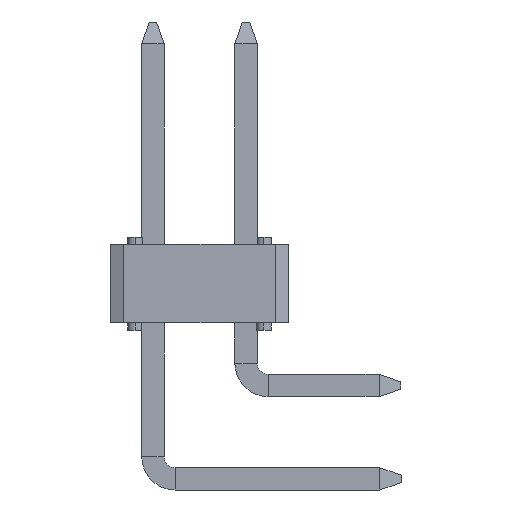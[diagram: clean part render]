
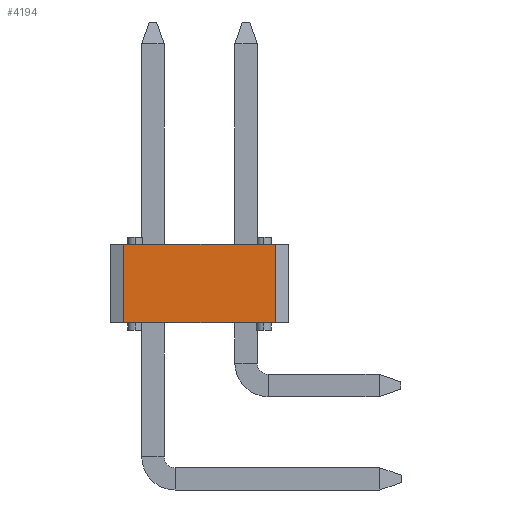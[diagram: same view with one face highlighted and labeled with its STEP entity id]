
A CAD part, left-side view. The second image highlights one B-rep face of the part: STEP entity #4194.
In plain terms, the highlighted planar face has unit normal (-1, 0, 0).
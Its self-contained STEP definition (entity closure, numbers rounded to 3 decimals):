
#38 = DIRECTION ( 'NONE',  ( 0., 1., 0. ) ) ;
#998 = DIRECTION ( 'NONE',  ( 0., 0., 1. ) ) ;
#1821 = DIRECTION ( 'NONE',  ( 1., 0., 0. ) ) ;
#1999 = CARTESIAN_POINT ( 'NONE',  ( -17.58, -0.169, 5.101 ) ) ;
#2040 = LINE ( 'NONE', #22192, #31108 ) ;
#4194 = ADVANCED_FACE ( 'NONE', ( #26811 ), #19647, .F. ) ;
#4340 = CARTESIAN_POINT ( 'NONE',  ( -17.58, 0.373, 2.971 ) ) ;
#5970 = EDGE_CURVE ( 'NONE', #28947, #15819, #27155, .T. ) ;
#8296 = VECTOR ( 'NONE', #24643, 1000. ) ;
#8663 = LINE ( 'NONE', #18662, #29515 ) ;
#8805 = ORIENTED_EDGE ( 'NONE', *, *, #9003, .F. ) ;
#9003 = EDGE_CURVE ( 'NONE', #15819, #29717, #8663, .T. ) ;
#10091 = ORIENTED_EDGE ( 'NONE', *, *, #23848, .T. ) ;
#11557 = VECTOR ( 'NONE', #27590, 1000. ) ;
#11909 = VERTEX_POINT ( 'NONE', #31406 ) ;
#11953 = ORIENTED_EDGE ( 'NONE', *, *, #28609, .T. ) ;
#14465 = CARTESIAN_POINT ( 'NONE',  ( -17.58, 4.489, 2.971 ) ) ;
#14925 = LINE ( 'NONE', #19912, #11557 ) ;
#15819 = VERTEX_POINT ( 'NONE', #14465 ) ;
#18662 = CARTESIAN_POINT ( 'NONE',  ( -17.58, 4.489, 2.971 ) ) ;
#19647 = PLANE ( 'NONE',  #22850 ) ;
#19912 = CARTESIAN_POINT ( 'NONE',  ( -17.58, 0.373, 2.971 ) ) ;
#22192 = CARTESIAN_POINT ( 'NONE',  ( -17.58, 0.373, 5.101 ) ) ;
#22850 = AXIS2_PLACEMENT_3D ( 'NONE', #1999, #1821, #32154 ) ;
#23848 = EDGE_CURVE ( 'NONE', #11909, #29717, #2040, .T. ) ;
#24643 = DIRECTION ( 'NONE',  ( 0., 1., 0. ) ) ;
#24731 = ORIENTED_EDGE ( 'NONE', *, *, #5970, .F. ) ;
#26811 = FACE_OUTER_BOUND ( 'NONE', #27107, .T. ) ;
#27107 = EDGE_LOOP ( 'NONE', ( #11953, #10091, #8805, #24731 ) ) ;
#27155 = LINE ( 'NONE', #4340, #8296 ) ;
#27590 = DIRECTION ( 'NONE',  ( 0., 0., 1. ) ) ;
#28609 = EDGE_CURVE ( 'NONE', #28947, #11909, #14925, .T. ) ;
#28947 = VERTEX_POINT ( 'NONE', #29967 ) ;
#29515 = VECTOR ( 'NONE', #998, 1000. ) ;
#29717 = VERTEX_POINT ( 'NONE', #32887 ) ;
#29967 = CARTESIAN_POINT ( 'NONE',  ( -17.58, 0.373, 2.971 ) ) ;
#31108 = VECTOR ( 'NONE', #38, 1000. ) ;
#31406 = CARTESIAN_POINT ( 'NONE',  ( -17.58, 0.373, 5.101 ) ) ;
#32154 = DIRECTION ( 'NONE',  ( 0., 1., 0. ) ) ;
#32887 = CARTESIAN_POINT ( 'NONE',  ( -17.58, 4.489, 5.101 ) ) ;
